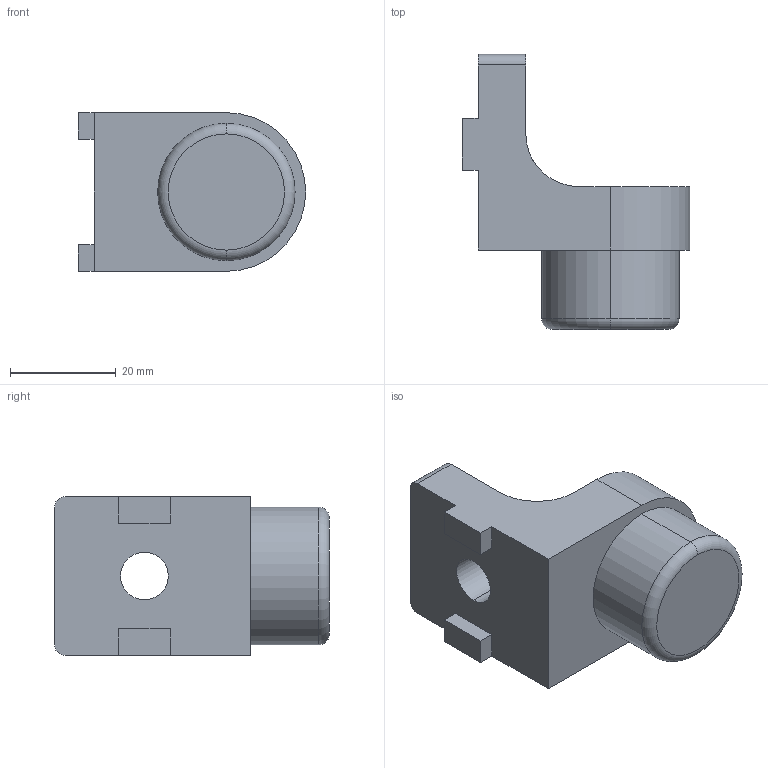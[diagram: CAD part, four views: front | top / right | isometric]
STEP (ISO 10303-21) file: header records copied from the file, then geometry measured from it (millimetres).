
FILE_DESCRIPTION (( 'STEP AP214' ), '1' );
FILE_NAME ('逄闉.STEP', '2025-09-18T10:38:31', ( '' ), ( '' ), 'SwSTEP 2.0', 'SolidWorks 2021', '' );
FILE_SCHEMA (( 'AUTOMOTIVE_DESIGN' ));
Length unit declared in the file: millimetre
Products named in the file (1): 逄闉
Bounding box: 43 x 52 x 30 mm (x, y, z)
Volume: 28126.2 mm3; surface area: 7078.4 mm2
Topology: 1 solids, 1 shells, 29 faces, 76 edges, 50 vertices
Faces by surface type: plane 16, cylinder 11, torus 2
Entity records: 984 total; most frequent: CARTESIAN_POINT 211, DIRECTION 156, ORIENTED_EDGE 152, EDGE_CURVE 76, AXIS2_PLACEMENT_3D 53, VERTEX_POINT 50, LINE 50, VECTOR 50
